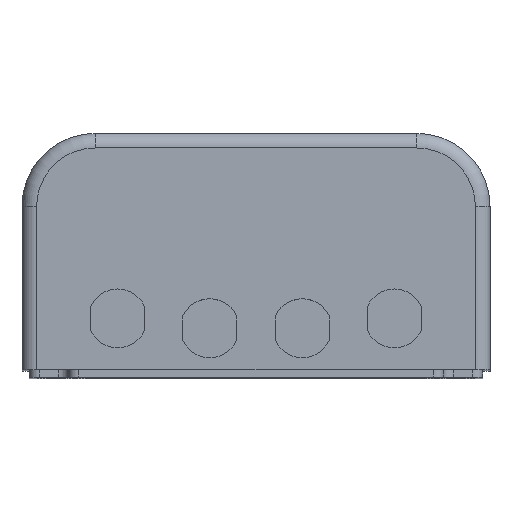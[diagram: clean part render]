
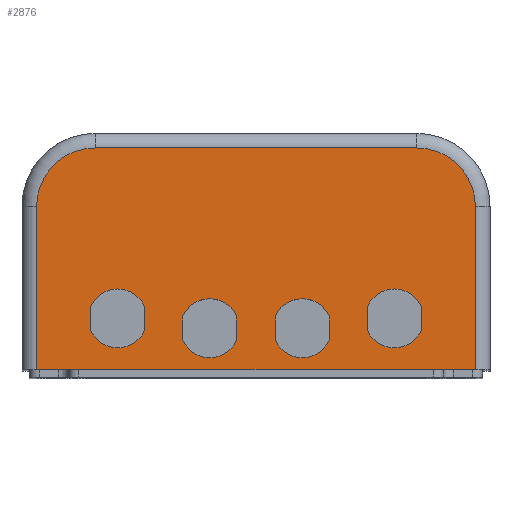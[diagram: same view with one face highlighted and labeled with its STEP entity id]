
A CAD part, top view. The second image highlights one B-rep face of the part: STEP entity #2876.
In plain terms, the highlighted planar face has unit normal (0, 0, 1).
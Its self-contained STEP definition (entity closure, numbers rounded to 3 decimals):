
#7=DIRECTION('',(1.,0.,0.));
#8=VECTOR('',#7,90.);
#9=CARTESIAN_POINT('',(-45.,0.,94.5));
#10=LINE('',#9,#8);
#186=DIRECTION('',(0.,-1.,0.));
#187=VECTOR('',#186,33.5);
#188=CARTESIAN_POINT('',(-45.,33.5,94.5));
#189=LINE('',#188,#187);
#190=CARTESIAN_POINT('',(-33.,33.5,94.5));
#191=DIRECTION('',(0.,0.,1.));
#192=DIRECTION('',(0.,1.,0.));
#193=AXIS2_PLACEMENT_3D('',#190,#191,#192);
#195=DIRECTION('',(-1.,0.,0.));
#196=VECTOR('',#195,66.);
#197=CARTESIAN_POINT('',(33.,45.5,94.5));
#198=LINE('',#197,#196);
#199=CARTESIAN_POINT('',(33.,33.5,94.5));
#200=DIRECTION('',(0.,0.,1.));
#201=DIRECTION('',(1.,0.,0.));
#202=AXIS2_PLACEMENT_3D('',#199,#200,#201);
#204=DIRECTION('',(0.,1.,0.));
#205=VECTOR('',#204,33.5);
#206=CARTESIAN_POINT('',(45.,0.,94.5));
#207=LINE('',#206,#205);
#208=CARTESIAN_POINT('',(28.394,10.52,94.5));
#209=DIRECTION('',(0.,0.,1.));
#210=DIRECTION('',(0.909,0.417,0.));
#211=AXIS2_PLACEMENT_3D('',#208,#209,#210);
#213=DIRECTION('',(0.,-1.,0.));
#214=VECTOR('',#213,5.041);
#215=CARTESIAN_POINT('',(22.894,13.041,94.5));
#216=LINE('',#215,#214);
#217=CARTESIAN_POINT('',(28.394,10.52,94.5));
#218=DIRECTION('',(0.,0.,1.));
#219=DIRECTION('',(-0.909,-0.417,0.));
#220=AXIS2_PLACEMENT_3D('',#217,#218,#219);
#222=DIRECTION('',(0.,1.,0.));
#223=VECTOR('',#222,5.041);
#224=CARTESIAN_POINT('',(33.894,8.,94.5));
#225=LINE('',#224,#223);
#226=CARTESIAN_POINT('',(9.5,8.52,94.5));
#227=DIRECTION('',(0.,0.,1.));
#228=DIRECTION('',(0.909,0.417,0.));
#229=AXIS2_PLACEMENT_3D('',#226,#227,#228);
#231=DIRECTION('',(0.,-1.,0.));
#232=VECTOR('',#231,5.041);
#233=CARTESIAN_POINT('',(4.,11.041,94.5));
#234=LINE('',#233,#232);
#235=CARTESIAN_POINT('',(9.5,8.52,94.5));
#236=DIRECTION('',(0.,0.,1.));
#237=DIRECTION('',(-0.909,-0.417,0.));
#238=AXIS2_PLACEMENT_3D('',#235,#236,#237);
#240=DIRECTION('',(0.,1.,0.));
#241=VECTOR('',#240,5.041);
#242=CARTESIAN_POINT('',(15.,6.,94.5));
#243=LINE('',#242,#241);
#244=CARTESIAN_POINT('',(-9.5,8.52,94.5));
#245=DIRECTION('',(0.,0.,1.));
#246=DIRECTION('',(-0.909,-0.417,0.));
#247=AXIS2_PLACEMENT_3D('',#244,#245,#246);
#249=DIRECTION('',(0.,1.,0.));
#250=VECTOR('',#249,5.041);
#251=CARTESIAN_POINT('',(-4.,6.,94.5));
#252=LINE('',#251,#250);
#253=CARTESIAN_POINT('',(-9.5,8.52,94.5));
#254=DIRECTION('',(0.,0.,1.));
#255=DIRECTION('',(0.909,0.417,0.));
#256=AXIS2_PLACEMENT_3D('',#253,#254,#255);
#258=DIRECTION('',(0.,-1.,0.));
#259=VECTOR('',#258,5.041);
#260=CARTESIAN_POINT('',(-15.,11.041,94.5));
#261=LINE('',#260,#259);
#262=DIRECTION('',(0.,-1.,0.));
#263=VECTOR('',#262,5.041);
#264=CARTESIAN_POINT('',(-33.894,13.041,94.5));
#265=LINE('',#264,#263);
#266=CARTESIAN_POINT('',(-28.394,10.52,94.5));
#267=DIRECTION('',(0.,0.,1.));
#268=DIRECTION('',(-0.909,-0.417,0.));
#269=AXIS2_PLACEMENT_3D('',#266,#267,#268);
#271=DIRECTION('',(0.,1.,0.));
#272=VECTOR('',#271,5.041);
#273=CARTESIAN_POINT('',(-22.894,8.,94.5));
#274=LINE('',#273,#272);
#275=CARTESIAN_POINT('',(-28.394,10.52,94.5));
#276=DIRECTION('',(0.,0.,1.));
#277=DIRECTION('',(0.909,0.417,0.));
#278=AXIS2_PLACEMENT_3D('',#275,#276,#277);
#2152=CARTESIAN_POINT('',(-45.,0.,94.5));
#2154=VERTEX_POINT('',#2152);
#2158=CARTESIAN_POINT('',(-45.,33.5,94.5));
#2159=VERTEX_POINT('',#2158);
#2180=CARTESIAN_POINT('',(45.,0.,94.5));
#2181=VERTEX_POINT('',#2180);
#2182=CARTESIAN_POINT('',(45.,33.5,94.5));
#2183=VERTEX_POINT('',#2182);
#2184=CARTESIAN_POINT('',(33.894,13.041,94.5));
#2185=CARTESIAN_POINT('',(22.894,13.041,94.5));
#2186=VERTEX_POINT('',#2184);
#2187=VERTEX_POINT('',#2185);
#2188=CARTESIAN_POINT('',(22.894,8.,94.5));
#2189=VERTEX_POINT('',#2188);
#2190=CARTESIAN_POINT('',(33.894,8.,94.5));
#2191=VERTEX_POINT('',#2190);
#2192=CARTESIAN_POINT('',(15.,11.041,94.5));
#2193=CARTESIAN_POINT('',(4.,11.041,94.5));
#2194=VERTEX_POINT('',#2192);
#2195=VERTEX_POINT('',#2193);
#2196=CARTESIAN_POINT('',(4.,6.,94.5));
#2197=VERTEX_POINT('',#2196);
#2198=CARTESIAN_POINT('',(15.,6.,94.5));
#2199=VERTEX_POINT('',#2198);
#2200=CARTESIAN_POINT('',(-15.,6.,94.5));
#2201=CARTESIAN_POINT('',(-4.,6.,94.5));
#2202=VERTEX_POINT('',#2200);
#2203=VERTEX_POINT('',#2201);
#2204=CARTESIAN_POINT('',(-4.,11.041,94.5));
#2205=VERTEX_POINT('',#2204);
#2206=CARTESIAN_POINT('',(-15.,11.041,94.5));
#2207=VERTEX_POINT('',#2206);
#2208=CARTESIAN_POINT('',(-33.894,13.041,94.5));
#2209=CARTESIAN_POINT('',(-33.894,8.,94.5));
#2210=VERTEX_POINT('',#2208);
#2211=VERTEX_POINT('',#2209);
#2212=CARTESIAN_POINT('',(-22.894,8.,94.5));
#2213=VERTEX_POINT('',#2212);
#2214=CARTESIAN_POINT('',(-22.894,13.041,94.5));
#2215=VERTEX_POINT('',#2214);
#2296=CARTESIAN_POINT('',(33.,45.5,94.5));
#2297=VERTEX_POINT('',#2296);
#2300=CARTESIAN_POINT('',(-33.,45.5,94.5));
#2301=VERTEX_POINT('',#2300);
#2820=CARTESIAN_POINT('',(-48.,0.,94.5));
#2821=DIRECTION('',(0.,0.,1.));
#2822=DIRECTION('',(1.,0.,0.));
#2823=AXIS2_PLACEMENT_3D('',#2820,#2821,#2822);
#2824=PLANE('',#2823);
#2825=ORIENTED_EDGE('',*,*,#2727,.F.);
#2827=ORIENTED_EDGE('',*,*,#2826,.F.);
#2829=ORIENTED_EDGE('',*,*,#2828,.F.);
#2831=ORIENTED_EDGE('',*,*,#2830,.F.);
#2832=ORIENTED_EDGE('',*,*,#2813,.F.);
#2833=ORIENTED_EDGE('',*,*,#2626,.F.);
#2834=EDGE_LOOP('',(#2825,#2827,#2829,#2831,#2832,#2833));
#2835=FACE_OUTER_BOUND('',#2834,.F.);
#2837=ORIENTED_EDGE('',*,*,#2836,.T.);
#2839=ORIENTED_EDGE('',*,*,#2838,.T.);
#2841=ORIENTED_EDGE('',*,*,#2840,.T.);
#2843=ORIENTED_EDGE('',*,*,#2842,.T.);
#2844=EDGE_LOOP('',(#2837,#2839,#2841,#2843));
#2845=FACE_BOUND('',#2844,.F.);
#2847=ORIENTED_EDGE('',*,*,#2846,.T.);
#2849=ORIENTED_EDGE('',*,*,#2848,.T.);
#2851=ORIENTED_EDGE('',*,*,#2850,.T.);
#2853=ORIENTED_EDGE('',*,*,#2852,.T.);
#2854=EDGE_LOOP('',(#2847,#2849,#2851,#2853));
#2855=FACE_BOUND('',#2854,.F.);
#2857=ORIENTED_EDGE('',*,*,#2856,.T.);
#2859=ORIENTED_EDGE('',*,*,#2858,.T.);
#2861=ORIENTED_EDGE('',*,*,#2860,.T.);
#2863=ORIENTED_EDGE('',*,*,#2862,.T.);
#2864=EDGE_LOOP('',(#2857,#2859,#2861,#2863));
#2865=FACE_BOUND('',#2864,.F.);
#2867=ORIENTED_EDGE('',*,*,#2866,.T.);
#2869=ORIENTED_EDGE('',*,*,#2868,.T.);
#2871=ORIENTED_EDGE('',*,*,#2870,.T.);
#2873=ORIENTED_EDGE('',*,*,#2872,.T.);
#2874=EDGE_LOOP('',(#2867,#2869,#2871,#2873));
#2875=FACE_BOUND('',#2874,.F.);
#2876=ADVANCED_FACE('',(#2835,#2845,#2855,#2865,#2875),#2824,.T.);
#194=CIRCLE('',#193,12.);
#203=CIRCLE('',#202,12.);
#212=CIRCLE('',#211,6.05);
#221=CIRCLE('',#220,6.05);
#230=CIRCLE('',#229,6.05);
#239=CIRCLE('',#238,6.05);
#248=CIRCLE('',#247,6.05);
#257=CIRCLE('',#256,6.05);
#270=CIRCLE('',#269,6.05);
#279=CIRCLE('',#278,6.05);
#2626=EDGE_CURVE('',#2154,#2181,#10,.T.);
#2727=EDGE_CURVE('',#2159,#2154,#189,.T.);
#2813=EDGE_CURVE('',#2181,#2183,#207,.T.);
#2826=EDGE_CURVE('',#2301,#2159,#194,.T.);
#2828=EDGE_CURVE('',#2297,#2301,#198,.T.);
#2830=EDGE_CURVE('',#2183,#2297,#203,.T.);
#2836=EDGE_CURVE('',#2186,#2187,#212,.T.);
#2838=EDGE_CURVE('',#2187,#2189,#216,.T.);
#2840=EDGE_CURVE('',#2189,#2191,#221,.T.);
#2842=EDGE_CURVE('',#2191,#2186,#225,.T.);
#2846=EDGE_CURVE('',#2194,#2195,#230,.T.);
#2848=EDGE_CURVE('',#2195,#2197,#234,.T.);
#2850=EDGE_CURVE('',#2197,#2199,#239,.T.);
#2852=EDGE_CURVE('',#2199,#2194,#243,.T.);
#2856=EDGE_CURVE('',#2202,#2203,#248,.T.);
#2858=EDGE_CURVE('',#2203,#2205,#252,.T.);
#2860=EDGE_CURVE('',#2205,#2207,#257,.T.);
#2862=EDGE_CURVE('',#2207,#2202,#261,.T.);
#2866=EDGE_CURVE('',#2210,#2211,#265,.T.);
#2868=EDGE_CURVE('',#2211,#2213,#270,.T.);
#2870=EDGE_CURVE('',#2213,#2215,#274,.T.);
#2872=EDGE_CURVE('',#2215,#2210,#279,.T.);
